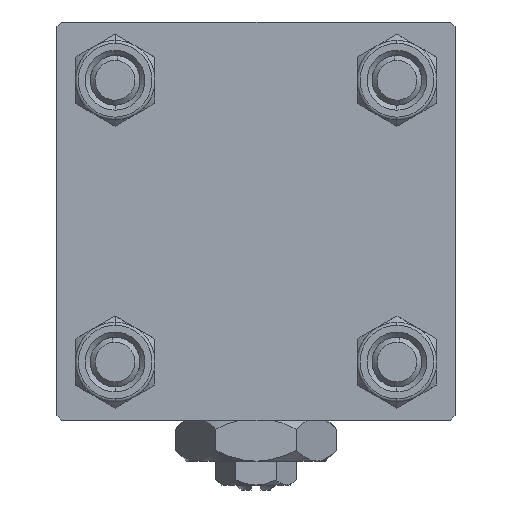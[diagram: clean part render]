
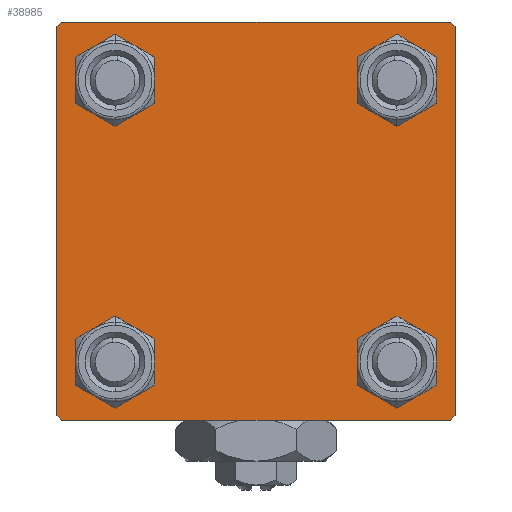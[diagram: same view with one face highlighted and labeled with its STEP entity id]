
A CAD part, left-side view. The second image highlights one B-rep face of the part: STEP entity #38985.
In plain terms, the highlighted planar face has unit normal (-1, 0, 0).
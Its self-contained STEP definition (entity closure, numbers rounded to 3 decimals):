
#1164 = EDGE_LOOP ( 'NONE', ( #48401, #14682 ) ) ;
#1353 = VERTEX_POINT ( 'NONE', #36363 ) ;
#1889 = VERTEX_POINT ( 'NONE', #46946 ) ;
#2029 = LINE ( 'NONE', #14062, #33031 ) ;
#2033 = CARTESIAN_POINT ( 'NONE',  ( 0., -14.15, 11.15 ) ) ;
#2277 = EDGE_CURVE ( 'NONE', #1353, #18624, #2681, .T. ) ;
#2681 = LINE ( 'NONE', #34117, #38705 ) ;
#2936 = DIRECTION ( 'NONE',  ( 0., -0.707, -0.707 ) ) ;
#3065 = LINE ( 'NONE', #27171, #21741 ) ;
#3200 = EDGE_CURVE ( 'NONE', #27379, #8377, #51461, .T. ) ;
#3255 = DIRECTION ( 'NONE',  ( 0., -1., 0. ) ) ;
#3480 = ORIENTED_EDGE ( 'NONE', *, *, #24389, .T. ) ;
#3514 = EDGE_CURVE ( 'NONE', #37902, #1889, #5960, .T. ) ;
#3972 = CARTESIAN_POINT ( 'NONE',  ( 0., -19.75, -19.75 ) ) ;
#4322 = EDGE_LOOP ( 'NONE', ( #41822, #29113, #25462, #12671, #40401, #31938, #23055, #13385 ) ) ;
#4484 = CARTESIAN_POINT ( 'NONE',  ( 0., -19.5, -20. ) ) ;
#5678 = CARTESIAN_POINT ( 'NONE',  ( 0., -20., -19.5 ) ) ;
#5960 = CIRCLE ( 'NONE', #31066, 3. ) ;
#5980 = VERTEX_POINT ( 'NONE', #36470 ) ;
#6215 = DIRECTION ( 'NONE',  ( 0., 0., -1. ) ) ;
#6264 = DIRECTION ( 'NONE',  ( -1., 0., 0. ) ) ;
#6523 = PLANE ( 'NONE',  #45775 ) ;
#7198 = VERTEX_POINT ( 'NONE', #5678 ) ;
#8377 = VERTEX_POINT ( 'NONE', #25125 ) ;
#8867 = ORIENTED_EDGE ( 'NONE', *, *, #23196, .T. ) ;
#9015 = CIRCLE ( 'NONE', #41647, 3. ) ;
#9378 = DIRECTION ( 'NONE',  ( 1., 0., 0. ) ) ;
#9418 = DIRECTION ( 'NONE',  ( 0., 0., 1. ) ) ;
#11471 = CARTESIAN_POINT ( 'NONE',  ( 0., 14.15, -14.15 ) ) ;
#11497 = CIRCLE ( 'NONE', #49994, 3. ) ;
#11527 = VERTEX_POINT ( 'NONE', #18311 ) ;
#11768 = ORIENTED_EDGE ( 'NONE', *, *, #3514, .T. ) ;
#12087 = DIRECTION ( 'NONE',  ( 0., -0.707, 0.707 ) ) ;
#12094 = VERTEX_POINT ( 'NONE', #36946 ) ;
#12671 = ORIENTED_EDGE ( 'NONE', *, *, #20946, .T. ) ;
#13270 = AXIS2_PLACEMENT_3D ( 'NONE', #38973, #31616, #39740 ) ;
#13300 = CIRCLE ( 'NONE', #41761, 3. ) ;
#13385 = ORIENTED_EDGE ( 'NONE', *, *, #44856, .T. ) ;
#13968 = EDGE_CURVE ( 'NONE', #18624, #20084, #25686, .T. ) ;
#14062 = CARTESIAN_POINT ( 'NONE',  ( 0., -20., 20. ) ) ;
#14376 = FACE_BOUND ( 'NONE', #49173, .T. ) ;
#14682 = ORIENTED_EDGE ( 'NONE', *, *, #29126, .T. ) ;
#14869 = EDGE_LOOP ( 'NONE', ( #35441, #11768 ) ) ;
#15793 = EDGE_CURVE ( 'NONE', #11527, #7198, #2029, .T. ) ;
#16043 = ORIENTED_EDGE ( 'NONE', *, *, #30106, .T. ) ;
#16121 = DIRECTION ( 'NONE',  ( 0., 0., 1. ) ) ;
#17150 = CARTESIAN_POINT ( 'NONE',  ( 0., 19.5, -20. ) ) ;
#17481 = DIRECTION ( 'NONE',  ( 0., 0., 1. ) ) ;
#17738 = DIRECTION ( 'NONE',  ( 0., 0., 1. ) ) ;
#18296 = DIRECTION ( 'NONE',  ( 1., 0., 0. ) ) ;
#18311 = CARTESIAN_POINT ( 'NONE',  ( 0., -20., 19.5 ) ) ;
#18624 = VERTEX_POINT ( 'NONE', #17150 ) ;
#19067 = ORIENTED_EDGE ( 'NONE', *, *, #39372, .T. ) ;
#19723 = VERTEX_POINT ( 'NONE', #51718 ) ;
#20053 = DIRECTION ( 'NONE',  ( 1., 0., 0. ) ) ;
#20084 = VERTEX_POINT ( 'NONE', #4484 ) ;
#20870 = AXIS2_PLACEMENT_3D ( 'NONE', #43907, #20053, #16121 ) ;
#20946 = EDGE_CURVE ( 'NONE', #20084, #7198, #44333, .T. ) ;
#21741 = VECTOR ( 'NONE', #6215, 1000. ) ;
#21755 = DIRECTION ( 'NONE',  ( 0., -1., 0. ) ) ;
#22841 = CARTESIAN_POINT ( 'NONE',  ( 0., -14.15, 14.15 ) ) ;
#23055 = ORIENTED_EDGE ( 'NONE', *, *, #3200, .F. ) ;
#23196 = EDGE_CURVE ( 'NONE', #5980, #42599, #9015, .T. ) ;
#24389 = EDGE_CURVE ( 'NONE', #19723, #12094, #37524, .T. ) ;
#24579 = DIRECTION ( 'NONE',  ( 0., 0.707, -0.707 ) ) ;
#25007 = CARTESIAN_POINT ( 'NONE',  ( 0., -14.15, 17.15 ) ) ;
#25017 = CARTESIAN_POINT ( 'NONE',  ( 0., 19.5, 20. ) ) ;
#25125 = CARTESIAN_POINT ( 'NONE',  ( 0., -19.5, 20. ) ) ;
#25455 = EDGE_CURVE ( 'NONE', #1889, #37902, #13300, .T. ) ;
#25462 = ORIENTED_EDGE ( 'NONE', *, *, #13968, .T. ) ;
#25686 = LINE ( 'NONE', #44832, #28066 ) ;
#25718 = VECTOR ( 'NONE', #31466, 1000. ) ;
#27039 = DIRECTION ( 'NONE',  ( 0., 0., 1. ) ) ;
#27171 = CARTESIAN_POINT ( 'NONE',  ( 0., 20., 20. ) ) ;
#27284 = CARTESIAN_POINT ( 'NONE',  ( 0., -19.75, 19.75 ) ) ;
#27379 = VERTEX_POINT ( 'NONE', #25017 ) ;
#27932 = EDGE_CURVE ( 'NONE', #34596, #1353, #3065, .T. ) ;
#28066 = VECTOR ( 'NONE', #21755, 1000. ) ;
#29113 = ORIENTED_EDGE ( 'NONE', *, *, #2277, .T. ) ;
#29126 = EDGE_CURVE ( 'NONE', #50708, #38434, #40930, .T. ) ;
#29206 = CIRCLE ( 'NONE', #20870, 3. ) ;
#29269 = DIRECTION ( 'NONE',  ( 1., 0., 0. ) ) ;
#29331 = FACE_BOUND ( 'NONE', #1164, .T. ) ;
#29593 = FACE_OUTER_BOUND ( 'NONE', #4322, .T. ) ;
#30058 = DIRECTION ( 'NONE',  ( 0., 0., -1. ) ) ;
#30106 = EDGE_CURVE ( 'NONE', #12094, #19723, #29206, .T. ) ;
#30483 = EDGE_CURVE ( 'NONE', #38434, #50708, #31749, .T. ) ;
#30780 = CARTESIAN_POINT ( 'NONE',  ( 0., 20., 20. ) ) ;
#31066 = AXIS2_PLACEMENT_3D ( 'NONE', #48436, #9378, #17481 ) ;
#31219 = DIRECTION ( 'NONE',  ( 0., 0., 1. ) ) ;
#31466 = DIRECTION ( 'NONE',  ( 0., 0.707, 0.707 ) ) ;
#31616 = DIRECTION ( 'NONE',  ( 1., 0., 0. ) ) ;
#31624 = DIRECTION ( 'NONE',  ( 0., 0., 1. ) ) ;
#31749 = CIRCLE ( 'NONE', #45121, 3. ) ;
#31938 = ORIENTED_EDGE ( 'NONE', *, *, #39819, .T. ) ;
#32437 = CARTESIAN_POINT ( 'NONE',  ( 0., 19.75, 19.75 ) ) ;
#33031 = VECTOR ( 'NONE', #30058, 1000. ) ;
#34117 = CARTESIAN_POINT ( 'NONE',  ( 0., 19.75, -19.75 ) ) ;
#34281 = DIRECTION ( 'NONE',  ( 0., 0., 1. ) ) ;
#34596 = VERTEX_POINT ( 'NONE', #50013 ) ;
#34874 = CARTESIAN_POINT ( 'NONE',  ( 0., -14.15, -17.15 ) ) ;
#35441 = ORIENTED_EDGE ( 'NONE', *, *, #25455, .T. ) ;
#35512 = EDGE_LOOP ( 'NONE', ( #16043, #3480 ) ) ;
#36363 = CARTESIAN_POINT ( 'NONE',  ( 0., 20., -19.5 ) ) ;
#36470 = CARTESIAN_POINT ( 'NONE',  ( 0., 14.15, -11.15 ) ) ;
#36946 = CARTESIAN_POINT ( 'NONE',  ( 0., 14.15, 17.15 ) ) ;
#37524 = CIRCLE ( 'NONE', #13270, 3. ) ;
#37673 = AXIS2_PLACEMENT_3D ( 'NONE', #41522, #49649, #31219 ) ;
#37902 = VERTEX_POINT ( 'NONE', #34874 ) ;
#38234 = CARTESIAN_POINT ( 'NONE',  ( 0., 0., 0. ) ) ;
#38434 = VERTEX_POINT ( 'NONE', #25007 ) ;
#38705 = VECTOR ( 'NONE', #2936, 1000. ) ;
#38824 = DIRECTION ( 'NONE',  ( 1., 0., 0. ) ) ;
#38973 = CARTESIAN_POINT ( 'NONE',  ( 0., 14.15, 14.15 ) ) ;
#38985 = ADVANCED_FACE ( 'NONE', ( #29331, #45326, #14376, #45585, #29593 ), #6523, .T. ) ;
#39372 = EDGE_CURVE ( 'NONE', #42599, #5980, #11497, .T. ) ;
#39740 = DIRECTION ( 'NONE',  ( 0., 0., 1. ) ) ;
#39819 = EDGE_CURVE ( 'NONE', #11527, #8377, #46945, .T. ) ;
#40401 = ORIENTED_EDGE ( 'NONE', *, *, #15793, .F. ) ;
#40569 = LINE ( 'NONE', #32437, #51853 ) ;
#40930 = CIRCLE ( 'NONE', #37673, 3. ) ;
#41336 = CARTESIAN_POINT ( 'NONE',  ( 0., 14.15, -14.15 ) ) ;
#41522 = CARTESIAN_POINT ( 'NONE',  ( 0., -14.15, 14.15 ) ) ;
#41647 = AXIS2_PLACEMENT_3D ( 'NONE', #11471, #18296, #34281 ) ;
#41761 = AXIS2_PLACEMENT_3D ( 'NONE', #51535, #50321, #31624 ) ;
#41822 = ORIENTED_EDGE ( 'NONE', *, *, #27932, .T. ) ;
#42599 = VERTEX_POINT ( 'NONE', #47162 ) ;
#43907 = CARTESIAN_POINT ( 'NONE',  ( 0., 14.15, 14.15 ) ) ;
#44333 = LINE ( 'NONE', #3972, #49081 ) ;
#44832 = CARTESIAN_POINT ( 'NONE',  ( 0., 20., -20. ) ) ;
#44856 = EDGE_CURVE ( 'NONE', #27379, #34596, #40569, .T. ) ;
#45121 = AXIS2_PLACEMENT_3D ( 'NONE', #22841, #38824, #27039 ) ;
#45326 = FACE_BOUND ( 'NONE', #14869, .T. ) ;
#45585 = FACE_BOUND ( 'NONE', #35512, .T. ) ;
#45775 = AXIS2_PLACEMENT_3D ( 'NONE', #38234, #6264, #9418 ) ;
#46945 = LINE ( 'NONE', #27284, #25718 ) ;
#46946 = CARTESIAN_POINT ( 'NONE',  ( 0., -14.15, -11.15 ) ) ;
#47162 = CARTESIAN_POINT ( 'NONE',  ( 0., 14.15, -17.15 ) ) ;
#48401 = ORIENTED_EDGE ( 'NONE', *, *, #30483, .T. ) ;
#48436 = CARTESIAN_POINT ( 'NONE',  ( 0., -14.15, -14.15 ) ) ;
#49081 = VECTOR ( 'NONE', #12087, 1000. ) ;
#49173 = EDGE_LOOP ( 'NONE', ( #8867, #19067 ) ) ;
#49498 = VECTOR ( 'NONE', #3255, 1000. ) ;
#49649 = DIRECTION ( 'NONE',  ( 1., 0., 0. ) ) ;
#49994 = AXIS2_PLACEMENT_3D ( 'NONE', #41336, #29269, #17738 ) ;
#50013 = CARTESIAN_POINT ( 'NONE',  ( 0., 20., 19.5 ) ) ;
#50321 = DIRECTION ( 'NONE',  ( 1., 0., 0. ) ) ;
#50708 = VERTEX_POINT ( 'NONE', #2033 ) ;
#51461 = LINE ( 'NONE', #30780, #49498 ) ;
#51535 = CARTESIAN_POINT ( 'NONE',  ( 0., -14.15, -14.15 ) ) ;
#51718 = CARTESIAN_POINT ( 'NONE',  ( 0., 14.15, 11.15 ) ) ;
#51853 = VECTOR ( 'NONE', #24579, 1000. ) ;
